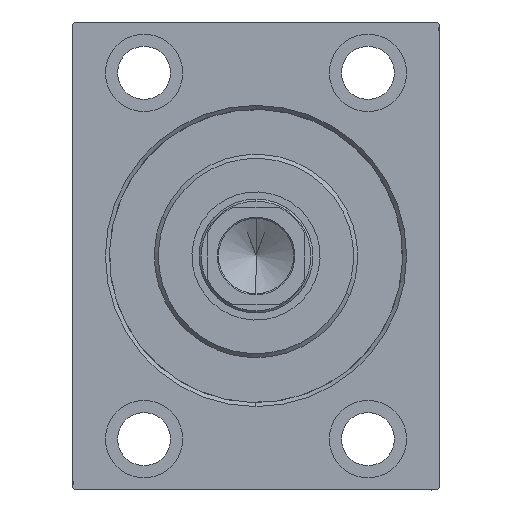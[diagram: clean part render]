
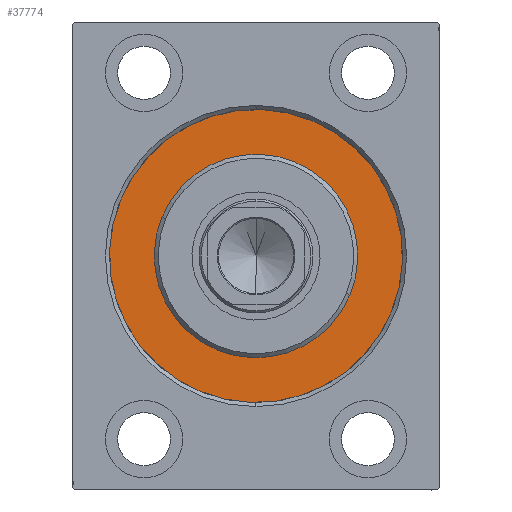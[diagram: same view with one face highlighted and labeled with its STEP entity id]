
A CAD part, left-side view. The second image highlights one B-rep face of the part: STEP entity #37774.
In plain terms, the highlighted face is planar.
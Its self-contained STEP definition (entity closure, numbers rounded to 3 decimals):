
#1051 = DIRECTION ( 'NONE',  ( 0., 0., -1. ) ) ;
#1253 = DIRECTION ( 'NONE',  ( 1., 0., 0. ) ) ;
#1945 = DIRECTION ( 'NONE',  ( 1., 0., 0. ) ) ;
#2145 = DIRECTION ( 'NONE',  ( -1., 0., 0. ) ) ;
#2813 = CARTESIAN_POINT ( 'NONE',  ( 0., 0., 0. ) ) ;
#3158 = PLANE ( 'NONE',  #41269 ) ;
#3544 = CIRCLE ( 'NONE', #40580, 25. ) ;
#3545 = VERTEX_POINT ( 'NONE', #15412 ) ;
#4459 = CIRCLE ( 'NONE', #21552, 36. ) ;
#8156 = DIRECTION ( 'NONE',  ( 0., 0., -1. ) ) ;
#8353 = EDGE_CURVE ( 'NONE', #35679, #39668, #36796, .T. ) ;
#9621 = CARTESIAN_POINT ( 'NONE',  ( 0., 0., 0. ) ) ;
#9844 = DIRECTION ( 'NONE',  ( 0., 0., 1. ) ) ;
#11205 = CARTESIAN_POINT ( 'NONE',  ( 0., 0., -25. ) ) ;
#13875 = EDGE_CURVE ( 'NONE', #39668, #35679, #4459, .T. ) ;
#15412 = CARTESIAN_POINT ( 'NONE',  ( 0., 0., 25. ) ) ;
#18607 = ORIENTED_EDGE ( 'NONE', *, *, #37394, .F. ) ;
#20406 = EDGE_LOOP ( 'NONE', ( #18607, #35834 ) ) ;
#20538 = ORIENTED_EDGE ( 'NONE', *, *, #13875, .F. ) ;
#21552 = AXIS2_PLACEMENT_3D ( 'NONE', #30983, #27626, #41457 ) ;
#22504 = AXIS2_PLACEMENT_3D ( 'NONE', #2813, #2145, #36713 ) ;
#22522 = ORIENTED_EDGE ( 'NONE', *, *, #8353, .F. ) ;
#22992 = DIRECTION ( 'NONE',  ( -1., 0., 0. ) ) ;
#24755 = AXIS2_PLACEMENT_3D ( 'NONE', #31810, #1253, #8156 ) ;
#25781 = CARTESIAN_POINT ( 'NONE',  ( 0., 0., 0. ) ) ;
#26562 = FACE_OUTER_BOUND ( 'NONE', #28110, .T. ) ;
#27626 = DIRECTION ( 'NONE',  ( -1., 0., 0. ) ) ;
#28110 = EDGE_LOOP ( 'NONE', ( #22522, #20538 ) ) ;
#28899 = EDGE_CURVE ( 'NONE', #42748, #3545, #35470, .T. ) ;
#30983 = CARTESIAN_POINT ( 'NONE',  ( 0., 0., 0. ) ) ;
#31810 = CARTESIAN_POINT ( 'NONE',  ( 0., 0., 0. ) ) ;
#35470 = CIRCLE ( 'NONE', #24755, 25. ) ;
#35679 = VERTEX_POINT ( 'NONE', #43751 ) ;
#35834 = ORIENTED_EDGE ( 'NONE', *, *, #28899, .F. ) ;
#36713 = DIRECTION ( 'NONE',  ( 0., 0., 1. ) ) ;
#36796 = CIRCLE ( 'NONE', #22504, 36. ) ;
#37394 = EDGE_CURVE ( 'NONE', #3545, #42748, #3544, .T. ) ;
#37774 = ADVANCED_FACE ( 'NONE', ( #40178, #26562 ), #3158, .F. ) ;
#39668 = VERTEX_POINT ( 'NONE', #42215 ) ;
#40178 = FACE_BOUND ( 'NONE', #20406, .T. ) ;
#40580 = AXIS2_PLACEMENT_3D ( 'NONE', #25781, #1945, #1051 ) ;
#41269 = AXIS2_PLACEMENT_3D ( 'NONE', #9621, #22992, #9844 ) ;
#41457 = DIRECTION ( 'NONE',  ( 0., 0., 1. ) ) ;
#42215 = CARTESIAN_POINT ( 'NONE',  ( 0., 0., 36. ) ) ;
#42748 = VERTEX_POINT ( 'NONE', #11205 ) ;
#43751 = CARTESIAN_POINT ( 'NONE',  ( 0., 0., -36. ) ) ;
